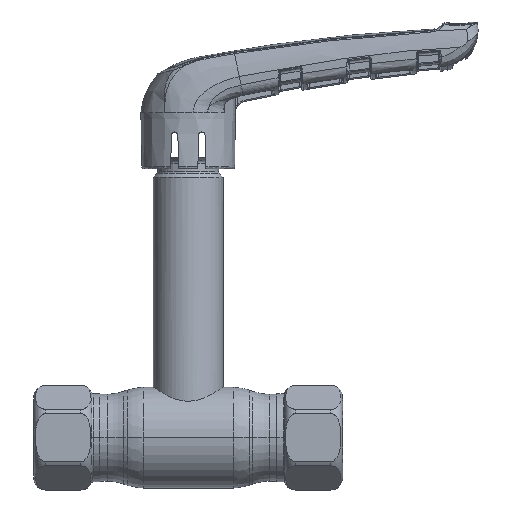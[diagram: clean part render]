
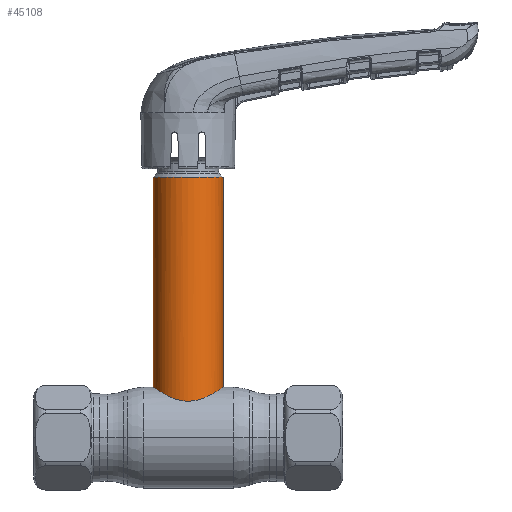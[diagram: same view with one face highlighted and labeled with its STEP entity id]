
A CAD part, top view. The second image highlights one B-rep face of the part: STEP entity #45108.
In plain terms, the highlighted cylindrical face has radius 9 mm (diameter 18 mm), a partial arc.
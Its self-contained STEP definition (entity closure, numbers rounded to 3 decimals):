
#1206 = CARTESIAN_POINT ( 'NONE',  ( -4.052, 10.206, 8.057 ) ) ;
#1539 = CARTESIAN_POINT ( 'NONE',  ( 8.029, 12.347, 4.077 ) ) ;
#1932 = LINE ( 'NONE', #12286, #62119 ) ;
#2578 = CARTESIAN_POINT ( 'NONE',  ( 9., 13., 0. ) ) ;
#4348 = DIRECTION ( 'NONE',  ( 0., -1., 0. ) ) ;
#6553 = CARTESIAN_POINT ( 'NONE',  ( 7.597, 12.07, 4.835 ) ) ;
#7578 = CARTESIAN_POINT ( 'NONE',  ( -4.552, 10.419, 7.785 ) ) ;
#7938 = CARTESIAN_POINT ( 'NONE',  ( 4.041, 10.212, 8.047 ) ) ;
#8305 = AXIS2_PLACEMENT_3D ( 'NONE', #36691, #4348, #10408 ) ;
#9618 = EDGE_CURVE ( 'NONE', #19325, #47193, #63866, .T. ) ;
#10408 = DIRECTION ( 'NONE',  ( -1., 0., 0. ) ) ;
#11898 = CARTESIAN_POINT ( 'NONE',  ( 7.112, 11.769, 5.546 ) ) ;
#12253 = CARTESIAN_POINT ( 'NONE',  ( -0.618, 9.396, 8.984 ) ) ;
#12286 = CARTESIAN_POINT ( 'NONE',  ( -9., 0., 0. ) ) ;
#12604 = CARTESIAN_POINT ( 'NONE',  ( 8.985, 12.989, 0.61 ) ) ;
#12938 = CARTESIAN_POINT ( 'NONE',  ( -3.249, 9.924, 8.398 ) ) ;
#13281 = CARTESIAN_POINT ( 'NONE',  ( 1.215, 9.441, 8.938 ) ) ;
#13659 = DIRECTION ( 'NONE',  ( 0., -1., 0. ) ) ;
#15813 = DIRECTION ( 'NONE',  ( -1., 0., 0. ) ) ;
#16170 = VECTOR ( 'NONE', #36143, 1000. ) ;
#17223 = CARTESIAN_POINT ( 'NONE',  ( 5.933, 11.095, 6.791 ) ) ;
#17564 = CARTESIAN_POINT ( 'NONE',  ( 8.511, 12.665, 2.987 ) ) ;
#17910 = CARTESIAN_POINT ( 'NONE',  ( -8.51, 12.665, 2.988 ) ) ;
#18256 = CARTESIAN_POINT ( 'NONE',  ( -5.494, 10.863, 7.151 ) ) ;
#18610 = CARTESIAN_POINT ( 'NONE',  ( -1.227, 9.456, 8.921 ) ) ;
#19325 = VERTEX_POINT ( 'NONE', #37111 ) ;
#20796 = DIRECTION ( 'NONE',  ( 0., -1., 0. ) ) ;
#21673 = CARTESIAN_POINT ( 'NONE',  ( -9., 67.169, 0. ) ) ;
#22549 = CARTESIAN_POINT ( 'NONE',  ( 4.547, 10.422, 7.772 ) ) ;
#23217 = CARTESIAN_POINT ( 'NONE',  ( 8.875, 12.914, 1.525 ) ) ;
#25464 = CARTESIAN_POINT ( 'NONE',  ( 9., 0., 0. ) ) ;
#25780 = AXIS2_PLACEMENT_3D ( 'NONE', #69348, #20796, #15813 ) ;
#27974 = ORIENTED_EDGE ( 'NONE', *, *, #46081, .T. ) ;
#28189 = CARTESIAN_POINT ( 'NONE',  ( 7.748, 12.166, 4.589 ) ) ;
#28541 = CARTESIAN_POINT ( 'NONE',  ( -8.046, 12.358, 4.075 ) ) ;
#29228 = CARTESIAN_POINT ( 'NONE',  ( -2.403, 9.68, 8.678 ) ) ;
#33540 = CARTESIAN_POINT ( 'NONE',  ( 0.609, 9.381, 9. ) ) ;
#34126 = CARTESIAN_POINT ( 'NONE',  ( 9., 13., 0. ) ) ;
#34913 = CARTESIAN_POINT ( 'NONE',  ( 2.405, 9.667, 8.694 ) ) ;
#36143 = DIRECTION ( 'NONE',  ( 0., -1., 0. ) ) ;
#36691 = CARTESIAN_POINT ( 'NONE',  ( 0., 67.169, 0. ) ) ;
#37111 = CARTESIAN_POINT ( 'NONE',  ( 9., 67.169, 0. ) ) ;
#38876 = CARTESIAN_POINT ( 'NONE',  ( -0.308, 9.381, 9. ) ) ;
#39569 = CARTESIAN_POINT ( 'NONE',  ( -7.11, 11.768, 5.549 ) ) ;
#40281 = EDGE_CURVE ( 'NONE', #19325, #69466, #67631, .T. ) ;
#44210 = CARTESIAN_POINT ( 'NONE',  ( 4.79, 10.531, 7.625 ) ) ;
#44549 = CARTESIAN_POINT ( 'NONE',  ( -9., 13., 0.618 ) ) ;
#45108 = ADVANCED_FACE ( 'NONE', ( #70042 ), #48111, .T. ) ;
#45244 = CARTESIAN_POINT ( 'NONE',  ( -8.694, 12.789, 2.406 ) ) ;
#45581 = CARTESIAN_POINT ( 'NONE',  ( -2.971, 9.836, 8.501 ) ) ;
#46081 = EDGE_CURVE ( 'NONE', #64843, #69466, #70059, .T. ) ;
#47193 = VERTEX_POINT ( 'NONE', #21673 ) ;
#48111 = CYLINDRICAL_SURFACE ( 'NONE', #25780, 9. ) ;
#48563 = CARTESIAN_POINT ( 'NONE',  ( -9., 13., 0. ) ) ;
#48802 = EDGE_LOOP ( 'NONE', ( #49531, #57858, #65820, #27974 ) ) ;
#49531 = ORIENTED_EDGE ( 'NONE', *, *, #40281, .F. ) ;
#50199 = CARTESIAN_POINT ( 'NONE',  ( 6.747, 11.55, 5.984 ) ) ;
#50909 = CARTESIAN_POINT ( 'NONE',  ( -5.938, 11.097, 6.787 ) ) ;
#51239 = CARTESIAN_POINT ( 'NONE',  ( -8.937, 12.956, 1.223 ) ) ;
#52666 = CARTESIAN_POINT ( 'NONE',  ( 9., 13., 0.305 ) ) ;
#55201 = CARTESIAN_POINT ( 'NONE',  ( 3.778, 10.11, 8.174 ) ) ;
#55554 = CARTESIAN_POINT ( 'NONE',  ( 8.691, 12.787, 2.417 ) ) ;
#56593 = CARTESIAN_POINT ( 'NONE',  ( 2.969, 9.827, 8.516 ) ) ;
#57831 = EDGE_CURVE ( 'NONE', #47193, #64843, #1932, .T. ) ;
#57858 = ORIENTED_EDGE ( 'NONE', *, *, #9618, .T. ) ;
#60498 = CARTESIAN_POINT ( 'NONE',  ( -9., 13., 0. ) ) ;
#60840 = CARTESIAN_POINT ( 'NONE',  ( -2.114, 9.612, 8.753 ) ) ;
#61177 = CARTESIAN_POINT ( 'NONE',  ( 8.922, 12.946, 1.22 ) ) ;
#61850 = CARTESIAN_POINT ( 'NONE',  ( -6.744, 11.549, 5.986 ) ) ;
#62119 = VECTOR ( 'NONE', #13659, 1000. ) ;
#63866 = CIRCLE ( 'NONE', #8305, 9. ) ;
#64843 = VERTEX_POINT ( 'NONE', #48563 ) ;
#65792 = CARTESIAN_POINT ( 'NONE',  ( 5.496, 10.864, 7.15 ) ) ;
#65820 = ORIENTED_EDGE ( 'NONE', *, *, #57831, .T. ) ;
#66128 = CARTESIAN_POINT ( 'NONE',  ( 8.159, 12.433, 3.81 ) ) ;
#66792 = CARTESIAN_POINT ( 'NONE',  ( -7.764, 12.174, 4.589 ) ) ;
#67133 = CARTESIAN_POINT ( 'NONE',  ( -1.526, 9.5, 8.875 ) ) ;
#67631 = LINE ( 'NONE', #25464, #16170 ) ;
#69348 = CARTESIAN_POINT ( 'NONE',  ( 0., 0., 0. ) ) ;
#69466 = VERTEX_POINT ( 'NONE', #34126 ) ;
#70042 = FACE_OUTER_BOUND ( 'NONE', #48802, .T. ) ;
#70059 = B_SPLINE_CURVE_WITH_KNOTS ( 'NONE', 3,
 ( #60498, #44549, #51239, #45244, #17910, #28541, #66792, #39569, #61850, #50909, #18256, #7578, #1206, #12938, #45581, #29228, #60840, #67133, #18610, #12253, #38876, #33540, #13281, #34913, #56593, #55201, #7938, #22549, #44210, #65792, #17223, #50199, #11898, #6553, #28189, #1539, #66128, #17564, #55554, #23217, #61177, #12604, #52666, #2578 ),
 .UNSPECIFIED., .F., .F.,
 ( 4, 2, 2, 2, 2, 2, 2, 2, 2, 2, 2, 2, 2, 2, 2, 2, 2, 2, 2, 2, 2, 4 ),
 ( 0., 0.002, 0.004, 0.005, 0.007, 0.009, 0.011, 0.012, 0.013, 0.014, 0.015, 0.016, 0.018, 0.019, 0.02, 0.022, 0.024, 0.025, 0.026, 0.027, 0.028, 0.029 ),
 .UNSPECIFIED. ) ;
